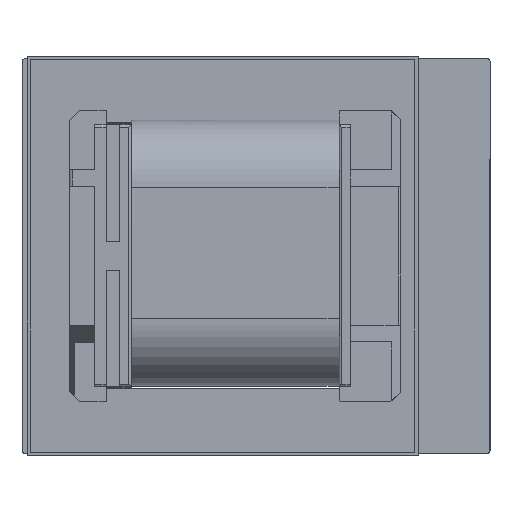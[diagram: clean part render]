
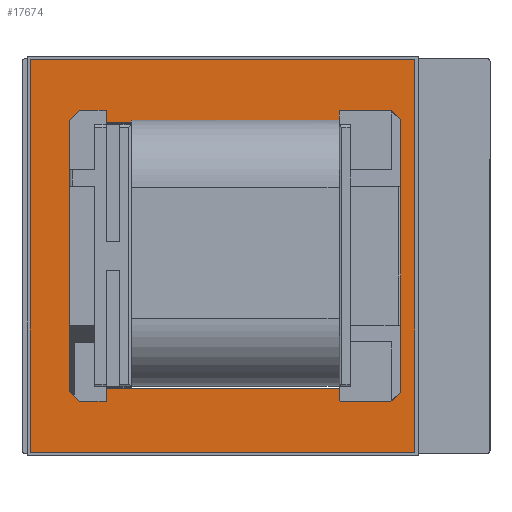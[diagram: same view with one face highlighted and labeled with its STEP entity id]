
A CAD part, top view. The second image highlights one B-rep face of the part: STEP entity #17674.
In plain terms, the highlighted face is planar.
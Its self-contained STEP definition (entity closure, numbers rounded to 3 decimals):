
#4398=ORIENTED_EDGE('',*,*,#6317,.F.);
#4399=ORIENTED_EDGE('',*,*,#6336,.T.);
#4400=ORIENTED_EDGE('',*,*,#6333,.T.);
#4401=ORIENTED_EDGE('',*,*,#6330,.T.);
#4402=ORIENTED_EDGE('',*,*,#6350,.T.);
#4403=ORIENTED_EDGE('',*,*,#6352,.T.);
#4404=ORIENTED_EDGE('',*,*,#6325,.F.);
#4405=ORIENTED_EDGE('',*,*,#6351,.T.);
#4406=ORIENTED_EDGE('',*,*,#6357,.T.);
#4407=ORIENTED_EDGE('',*,*,#6358,.T.);
#4408=ORIENTED_EDGE('',*,*,#6359,.F.);
#4409=ORIENTED_EDGE('',*,*,#6360,.F.);
#4410=ORIENTED_EDGE('',*,*,#6344,.T.);
#4411=ORIENTED_EDGE('',*,*,#6341,.T.);
#4412=ORIENTED_EDGE('',*,*,#6338,.T.);
#4413=ORIENTED_EDGE('',*,*,#6321,.F.);
#6317=EDGE_CURVE('',#7510,#7511,#8748,.T.);
#6321=EDGE_CURVE('',#7514,#7515,#8752,.T.);
#6325=EDGE_CURVE('',#7517,#7516,#8756,.T.);
#6330=EDGE_CURVE('',#7520,#7511,#8761,.T.);
#6333=EDGE_CURVE('',#7522,#7520,#8764,.T.);
#6336=EDGE_CURVE('',#7510,#7522,#8767,.T.);
#6338=EDGE_CURVE('',#7524,#7515,#8769,.T.);
#6341=EDGE_CURVE('',#7526,#7524,#8772,.T.);
#6344=EDGE_CURVE('',#7528,#7526,#8775,.T.);
#6350=EDGE_CURVE('',#7530,#7531,#8781,.T.);
#6351=EDGE_CURVE('',#7517,#7530,#8782,.T.);
#6352=EDGE_CURVE('',#7531,#7516,#8783,.T.);
#6357=EDGE_CURVE('',#7514,#7535,#8788,.T.);
#6358=EDGE_CURVE('',#7535,#7536,#8789,.T.);
#6359=EDGE_CURVE('',#7537,#7536,#8790,.T.);
#6360=EDGE_CURVE('',#7528,#7537,#8791,.T.);
#7510=VERTEX_POINT('',#26349);
#7511=VERTEX_POINT('',#26351);
#7514=VERTEX_POINT('',#26358);
#7515=VERTEX_POINT('',#26360);
#7516=VERTEX_POINT('',#26364);
#7517=VERTEX_POINT('',#26366);
#7520=VERTEX_POINT('',#26378);
#7522=VERTEX_POINT('',#26384);
#7524=VERTEX_POINT('',#26393);
#7526=VERTEX_POINT('',#26399);
#7528=VERTEX_POINT('',#26405);
#7530=VERTEX_POINT('',#26413);
#7531=VERTEX_POINT('',#26415);
#7535=VERTEX_POINT('',#26431);
#7536=VERTEX_POINT('',#26433);
#7537=VERTEX_POINT('',#26435);
#8748=LINE('',#26350,#10013);
#8752=LINE('',#26359,#10017);
#8756=LINE('',#26367,#10021);
#8761=LINE('',#26377,#10026);
#8764=LINE('',#26383,#10029);
#8767=LINE('',#26389,#10032);
#8769=LINE('',#26392,#10034);
#8772=LINE('',#26398,#10037);
#8775=LINE('',#26404,#10040);
#8781=LINE('',#26416,#10046);
#8782=LINE('',#26418,#10047);
#8783=LINE('',#26420,#10048);
#8788=LINE('',#26430,#10053);
#8789=LINE('',#26432,#10054);
#8790=LINE('',#26434,#10055);
#8791=LINE('',#26436,#10056);
#10013=VECTOR('',#22454,1000.);
#10017=VECTOR('',#22460,1000.);
#10021=VECTOR('',#22466,1000.);
#10026=VECTOR('',#22477,1000.);
#10029=VECTOR('',#22482,1000.);
#10032=VECTOR('',#22487,1000.);
#10034=VECTOR('',#22491,1000.);
#10037=VECTOR('',#22496,1000.);
#10040=VECTOR('',#22501,1000.);
#10046=VECTOR('',#22511,1000.);
#10047=VECTOR('',#22514,1000.);
#10048=VECTOR('',#22517,1000.);
#10053=VECTOR('',#22526,1000.);
#10054=VECTOR('',#22527,1000.);
#10055=VECTOR('',#22528,1000.);
#10056=VECTOR('',#22529,1000.);
#10807=EDGE_LOOP('',(#4398,#4399,#4400,#4401));
#10808=EDGE_LOOP('',(#4402,#4403,#4404,#4405));
#10809=EDGE_LOOP('',(#4406,#4407,#4408,#4409,#4410,#4411,#4412,#4413));
#11556=FACE_BOUND('',#10807,.T.);
#11557=FACE_BOUND('',#10808,.T.);
#11558=FACE_BOUND('',#10809,.T.);
#11958=PLANE('',#18890);
#17674=ADVANCED_FACE('',(#11556,#11557,#11558),#11958,.F.);
#18890=AXIS2_PLACEMENT_3D('',#26429,#22524,#22525);
#22454=DIRECTION('',(0.,0.,-1.));
#22460=DIRECTION('',(0.,0.,-1.));
#22466=DIRECTION('',(0.,0.,1.));
#22477=DIRECTION('',(1.,0.,0.));
#22482=DIRECTION('',(0.,0.,-1.));
#22487=DIRECTION('',(-1.,0.,0.));
#22491=DIRECTION('',(1.,0.,0.));
#22496=DIRECTION('',(0.,0.,-1.));
#22501=DIRECTION('',(-1.,0.,0.));
#22511=DIRECTION('',(0.,0.,1.));
#22514=DIRECTION('',(-1.,0.,0.));
#22517=DIRECTION('',(1.,0.,0.));
#22524=DIRECTION('',(0.,-1.,0.));
#22525=DIRECTION('',(-1.,0.,0.));
#22526=DIRECTION('',(-1.,0.,0.));
#22527=DIRECTION('',(0.,0.,1.));
#22528=DIRECTION('',(1.,0.,0.));
#22529=DIRECTION('',(0.,0.,1.));
#26349=CARTESIAN_POINT('',(7.675,-0.815,-13.4));
#26350=CARTESIAN_POINT('',(7.675,-0.815,-17.5));
#26351=CARTESIAN_POINT('',(7.675,-0.815,-17.5));
#26358=CARTESIAN_POINT('',(7.675,-0.815,-3.4));
#26359=CARTESIAN_POINT('',(7.675,-0.815,-7.5));
#26360=CARTESIAN_POINT('',(7.675,-0.815,-7.5));
#26364=CARTESIAN_POINT('',(10.875,-0.815,-0.05));
#26366=CARTESIAN_POINT('',(10.875,-0.815,-20.85));
#26367=CARTESIAN_POINT('',(10.875,-0.815,-0.05));
#26377=CARTESIAN_POINT('',(0.675,-0.815,-17.5));
#26378=CARTESIAN_POINT('',(-6.325,-0.815,-17.5));
#26383=CARTESIAN_POINT('',(-6.325,-0.815,-17.5));
#26384=CARTESIAN_POINT('',(-6.325,-0.815,-13.4));
#26389=CARTESIAN_POINT('',(-6.325,-0.815,-13.4));
#26392=CARTESIAN_POINT('',(0.675,-0.815,-7.5));
#26393=CARTESIAN_POINT('',(-6.325,-0.815,-7.5));
#26398=CARTESIAN_POINT('',(-6.325,-0.815,-7.5));
#26399=CARTESIAN_POINT('',(-6.325,-0.815,-3.4));
#26404=CARTESIAN_POINT('',(-6.325,-0.815,-3.4));
#26405=CARTESIAN_POINT('',(-5.5,-0.815,-3.4));
#26413=CARTESIAN_POINT('',(-9.525,-0.815,-20.85));
#26415=CARTESIAN_POINT('',(-9.525,-0.815,-0.05));
#26416=CARTESIAN_POINT('',(-9.525,-0.815,-0.05));
#26418=CARTESIAN_POINT('',(-9.525,-0.815,-20.85));
#26420=CARTESIAN_POINT('',(0.675,-0.815,-0.05));
#26429=CARTESIAN_POINT('',(-9.525,-0.815,-20.85));
#26430=CARTESIAN_POINT('',(-6.325,-0.815,-3.4));
#26431=CARTESIAN_POINT('',(5.5,-0.815,-3.4));
#26432=CARTESIAN_POINT('',(5.5,-0.815,-6.81));
#26433=CARTESIAN_POINT('',(5.5,-0.815,-3.25));
#26434=CARTESIAN_POINT('',(-5.5,-0.815,-3.25));
#26435=CARTESIAN_POINT('',(-5.5,-0.815,-3.25));
#26436=CARTESIAN_POINT('',(-5.5,-0.815,-6.81));
